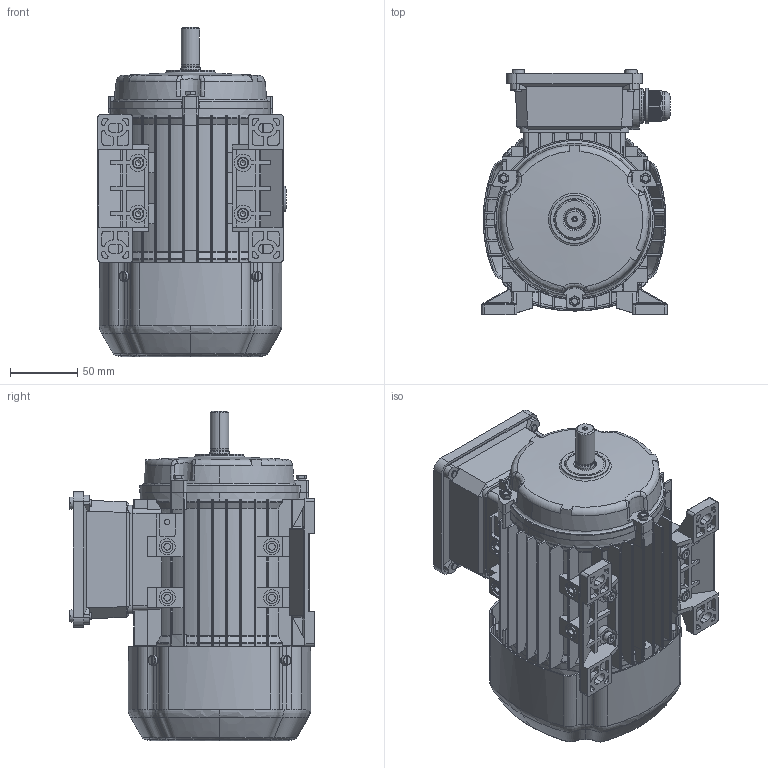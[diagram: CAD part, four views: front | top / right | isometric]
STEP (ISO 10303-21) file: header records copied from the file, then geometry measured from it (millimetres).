
FILE_DESCRIPTION(/* description */ (''),/* implementation_level */ '2;1');
FILE_NAME(/* name */ 'JL-71-B3.stp',/* time_stamp */ '2016-09-01T10:51:43+08:00',/* author */ (''),/* organization */ (''),/* preprocessor_version */ 'ST-DEVELOPER v16',/* originating_system */ 'SIEMENS PLM Software NX 10.0',/* authorisation */ '');
FILE_SCHEMA (('AUTOMOTIVE_DESIGN { 1 0 10303 214 3 1 1 1 }'));
Products named in the file (1): pc05908BCBsunp
Bounding box: 140.1 x 183 x 245.5 mm (x, y, z)
Volume: 634939.1 mm3; surface area: 497496.8 mm2
Topology: 52 solids, 52 shells, 3685 faces, 10076 edges, 6599 vertices
Faces by surface type: plane 1900, cylinder 1205, torus 242, cone 207, bspline 123, sphere 8
Full cylindrical faces by diameter (mm): 3.2 x4, 3.5 x6, 3.545 x10, 4 x10, 4.132 x4, 4.134 x4, 4.48 x5, 4.8 x1, 4.9 x6, 5 x22, 5.3 x1, 5.8 x14, 6.7 x4, 8 x1, 8.5 x4, 10 x1, 13.75 x1, 15 x4, 16.25 x3, 18.75 x9, 19.375 x6, 20 x17, 20.625 x6, 21.25 x6, 21.562 x1, 25.6 x1, 26.562 x1, 30 x4
Entity records: 164421 total; most frequent: CARTESIAN_POINT 73408, ORIENTED_EDGE 19272, DIRECTION 18046, EDGE_CURVE 9636, AXIS2_PLACEMENT_3D 6449, VERTEX_POINT 6430, LINE 5148, VECTOR 5148
